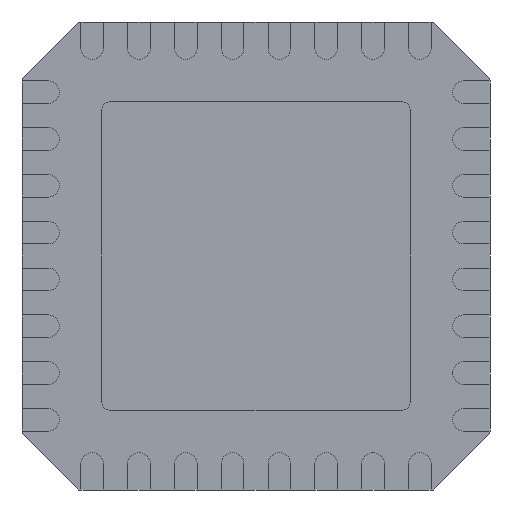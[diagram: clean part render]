
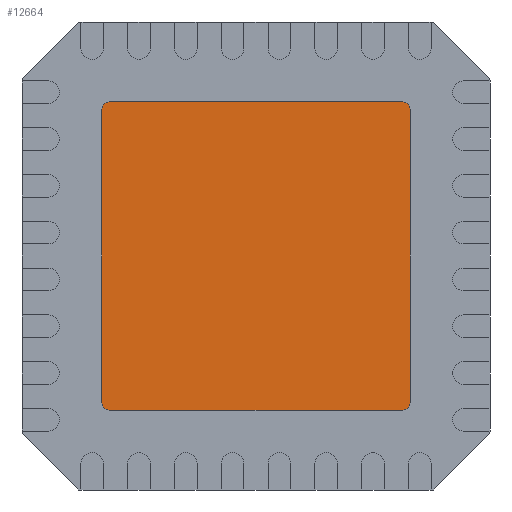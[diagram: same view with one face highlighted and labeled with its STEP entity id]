
A CAD part, front view. The second image highlights one B-rep face of the part: STEP entity #12664.
In plain terms, the highlighted planar face has unit normal (0, -1, 0).
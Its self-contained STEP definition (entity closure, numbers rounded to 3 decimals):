
#9 = CARTESIAN_POINT ( 'NONE',  ( -1.55, 0., 1.65 ) ) ;
#438 = CARTESIAN_POINT ( 'NONE',  ( -1.65, 0., -1.55 ) ) ;
#441 = DIRECTION ( 'NONE',  ( 0., 0., -1. ) ) ;
#1121 = CARTESIAN_POINT ( 'NONE',  ( 1.55, 0., 1.65 ) ) ;
#1274 = DIRECTION ( 'NONE',  ( 0., -1., 0. ) ) ;
#1800 = DIRECTION ( 'NONE',  ( 0., 0., -1. ) ) ;
#1861 = ORIENTED_EDGE ( 'NONE', *, *, #11077, .T. ) ;
#1933 = AXIS2_PLACEMENT_3D ( 'NONE', #4506, #3482, #441 ) ;
#2303 = CARTESIAN_POINT ( 'NONE',  ( 1.65, 0., 1.65 ) ) ;
#2309 = LINE ( 'NONE', #6692, #6417 ) ;
#2642 = FACE_OUTER_BOUND ( 'NONE', #7802, .T. ) ;
#2684 = DIRECTION ( 'NONE',  ( 0., 0., -1. ) ) ;
#2829 = DIRECTION ( 'NONE',  ( 0., -1., 0. ) ) ;
#2903 = CARTESIAN_POINT ( 'NONE',  ( 1.55, 0., -1.65 ) ) ;
#3075 = EDGE_CURVE ( 'NONE', #4203, #4869, #2309, .T. ) ;
#3341 = AXIS2_PLACEMENT_3D ( 'NONE', #10766, #2829, #1800 ) ;
#3482 = DIRECTION ( 'NONE',  ( 0., -1., 0. ) ) ;
#4203 = VERTEX_POINT ( 'NONE', #12799 ) ;
#4463 = EDGE_CURVE ( 'NONE', #6705, #9129, #7718, .T. ) ;
#4506 = CARTESIAN_POINT ( 'NONE',  ( 1.55, 0., -1.55 ) ) ;
#4566 = CARTESIAN_POINT ( 'NONE',  ( 1.65, 0., 1.55 ) ) ;
#4658 = DIRECTION ( 'NONE',  ( 0., -1., 0. ) ) ;
#4861 = DIRECTION ( 'NONE',  ( 0., -1., 0. ) ) ;
#4869 = VERTEX_POINT ( 'NONE', #2903 ) ;
#5020 = VECTOR ( 'NONE', #12201, 1000. ) ;
#5172 = DIRECTION ( 'NONE',  ( 0., 0., -1. ) ) ;
#5379 = CARTESIAN_POINT ( 'NONE',  ( -1.65, 0., 1.55 ) ) ;
#5600 = VERTEX_POINT ( 'NONE', #9 ) ;
#5980 = EDGE_CURVE ( 'NONE', #9837, #12255, #10611, .T. ) ;
#6417 = VECTOR ( 'NONE', #7713, 1000. ) ;
#6505 = VERTEX_POINT ( 'NONE', #1121 ) ;
#6668 = AXIS2_PLACEMENT_3D ( 'NONE', #12175, #1274, #5172 ) ;
#6684 = EDGE_CURVE ( 'NONE', #9129, #6505, #7230, .T. ) ;
#6692 = CARTESIAN_POINT ( 'NONE',  ( 1.65, 0., -1.65 ) ) ;
#6705 = VERTEX_POINT ( 'NONE', #12880 ) ;
#7230 = CIRCLE ( 'NONE', #8090, 0.1 ) ;
#7678 = ORIENTED_EDGE ( 'NONE', *, *, #5980, .T. ) ;
#7713 = DIRECTION ( 'NONE',  ( 1., 0., 0. ) ) ;
#7718 = LINE ( 'NONE', #10533, #7885 ) ;
#7802 = EDGE_LOOP ( 'NONE', ( #8282, #11355, #7678, #12973, #11135, #1861, #11428, #12322 ) ) ;
#7885 = VECTOR ( 'NONE', #11569, 1000. ) ;
#8090 = AXIS2_PLACEMENT_3D ( 'NONE', #8825, #4861, #11773 ) ;
#8282 = ORIENTED_EDGE ( 'NONE', *, *, #11456, .T. ) ;
#8491 = PLANE ( 'NONE',  #3341 ) ;
#8825 = CARTESIAN_POINT ( 'NONE',  ( 1.55, 0., 1.55 ) ) ;
#9006 = CIRCLE ( 'NONE', #6668, 0.1 ) ;
#9096 = CIRCLE ( 'NONE', #1933, 0.1 ) ;
#9129 = VERTEX_POINT ( 'NONE', #4566 ) ;
#9434 = LINE ( 'NONE', #2303, #5020 ) ;
#9837 = VERTEX_POINT ( 'NONE', #5379 ) ;
#10305 = EDGE_CURVE ( 'NONE', #12255, #4203, #11946, .T. ) ;
#10533 = CARTESIAN_POINT ( 'NONE',  ( 1.65, 0., -1.65 ) ) ;
#10541 = CARTESIAN_POINT ( 'NONE',  ( -1.55, 0., -1.55 ) ) ;
#10611 = LINE ( 'NONE', #10935, #10807 ) ;
#10766 = CARTESIAN_POINT ( 'NONE',  ( 0., 0., 0. ) ) ;
#10807 = VECTOR ( 'NONE', #11182, 1000. ) ;
#10935 = CARTESIAN_POINT ( 'NONE',  ( -1.65, 0., -1.65 ) ) ;
#11077 = EDGE_CURVE ( 'NONE', #4869, #6705, #9096, .T. ) ;
#11111 = EDGE_CURVE ( 'NONE', #5600, #9837, #9006, .T. ) ;
#11135 = ORIENTED_EDGE ( 'NONE', *, *, #3075, .T. ) ;
#11182 = DIRECTION ( 'NONE',  ( 0., 0., -1. ) ) ;
#11355 = ORIENTED_EDGE ( 'NONE', *, *, #11111, .T. ) ;
#11428 = ORIENTED_EDGE ( 'NONE', *, *, #4463, .T. ) ;
#11456 = EDGE_CURVE ( 'NONE', #6505, #5600, #9434, .T. ) ;
#11569 = DIRECTION ( 'NONE',  ( 0., 0., 1. ) ) ;
#11773 = DIRECTION ( 'NONE',  ( 0., 0., -1. ) ) ;
#11946 = CIRCLE ( 'NONE', #12676, 0.1 ) ;
#12175 = CARTESIAN_POINT ( 'NONE',  ( -1.55, 0., 1.55 ) ) ;
#12201 = DIRECTION ( 'NONE',  ( -1., 0., 0. ) ) ;
#12255 = VERTEX_POINT ( 'NONE', #438 ) ;
#12322 = ORIENTED_EDGE ( 'NONE', *, *, #6684, .T. ) ;
#12664 = ADVANCED_FACE ( 'NONE', ( #2642 ), #8491, .T. ) ;
#12676 = AXIS2_PLACEMENT_3D ( 'NONE', #10541, #4658, #2684 ) ;
#12799 = CARTESIAN_POINT ( 'NONE',  ( -1.55, 0., -1.65 ) ) ;
#12880 = CARTESIAN_POINT ( 'NONE',  ( 1.65, 0., -1.55 ) ) ;
#12973 = ORIENTED_EDGE ( 'NONE', *, *, #10305, .T. ) ;
